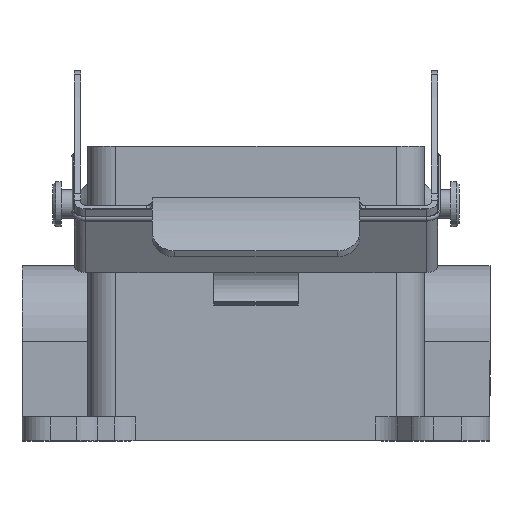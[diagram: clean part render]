
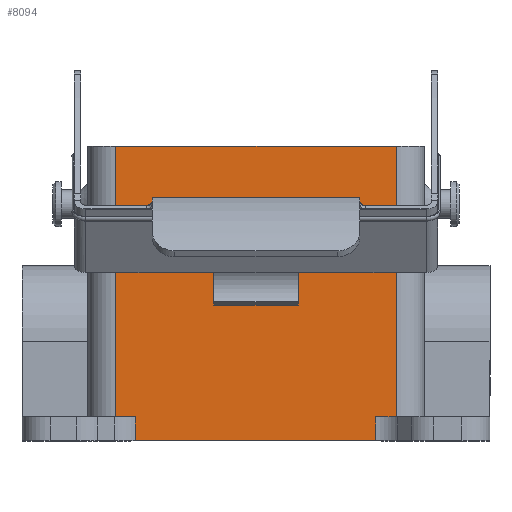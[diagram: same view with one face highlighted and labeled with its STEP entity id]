
A CAD part, top view. The second image highlights one B-rep face of the part: STEP entity #8094.
In plain terms, the highlighted planar face has unit normal (0, 0, 1).
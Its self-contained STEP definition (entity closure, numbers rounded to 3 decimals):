
#540 = PLANE ( 'NONE',  #738 ) ;
#543 = DIRECTION ( 'NONE',  ( -1., 0., 0. ) ) ;
#546 = DIRECTION ( 'NONE',  ( 0., 0., -1. ) ) ;
#547 = CARTESIAN_POINT ( 'NONE',  ( 16.75, 52.5, -6.75 ) ) ;
#738 = AXIS2_PLACEMENT_3D ( 'NONE', #547, #546, #543 ) ;
#907 = EDGE_CURVE ( 'NONE', #2642, #2675, #3749, .T. ) ;
#908 = EDGE_CURVE ( 'NONE', #2675, #2669, #3750, .T. ) ;
#909 = EDGE_CURVE ( 'NONE', #2669, #2672, #3751, .T. ) ;
#910 = EDGE_CURVE ( 'NONE', #2673, #2672, #3752, .T. ) ;
#911 = EDGE_CURVE ( 'NONE', #2673, #2678, #3753, .T. ) ;
#912 = EDGE_CURVE ( 'NONE', #2678, #2674, #3754, .T. ) ;
#913 = EDGE_CURVE ( 'NONE', #2649, #2674, #3755, .T. ) ;
#935 = EDGE_CURVE ( 'NONE', #2642, #2649, #3771, .T. ) ;
#1530 = CARTESIAN_POINT ( 'NONE',  ( 16.75, 52.5, -6.75 ) ) ;
#1566 = CARTESIAN_POINT ( 'NONE',  ( 66.75, 52.5, -6.75 ) ) ;
#1621 = CARTESIAN_POINT ( 'NONE',  ( 20.233, 4.25, -6.75 ) ) ;
#1640 = CARTESIAN_POINT ( 'NONE',  ( 63.124, 4.25, -6.75 ) ) ;
#1649 = CARTESIAN_POINT ( 'NONE',  ( 16.75, 4.25, -6.75 ) ) ;
#1653 = CARTESIAN_POINT ( 'NONE',  ( 66.75, 4.25, -6.75 ) ) ;
#1656 = CARTESIAN_POINT ( 'NONE',  ( 63.124, 0., -6.75 ) ) ;
#1661 = CARTESIAN_POINT ( 'NONE',  ( 20.233, 0., -6.75 ) ) ;
#2642 = VERTEX_POINT ( 'NONE', #1530 ) ;
#2649 = VERTEX_POINT ( 'NONE', #1566 ) ;
#2669 = VERTEX_POINT ( 'NONE', #1621 ) ;
#2672 = VERTEX_POINT ( 'NONE', #1661 ) ;
#2673 = VERTEX_POINT ( 'NONE', #1656 ) ;
#2674 = VERTEX_POINT ( 'NONE', #1653 ) ;
#2675 = VERTEX_POINT ( 'NONE', #1649 ) ;
#2678 = VERTEX_POINT ( 'NONE', #1640 ) ;
#3471 = VECTOR ( 'NONE', #5178, 1000. ) ;
#3749 = LINE ( 'NONE', #5259, #5423 ) ;
#3750 = LINE ( 'NONE', #5256, #5410 ) ;
#3751 = LINE ( 'NONE', #5253, #5407 ) ;
#3752 = LINE ( 'NONE', #5251, #5375 ) ;
#3753 = LINE ( 'NONE', #5248, #5371 ) ;
#3754 = LINE ( 'NONE', #5243, #5374 ) ;
#3755 = LINE ( 'NONE', #5241, #5360 ) ;
#3771 = LINE ( 'NONE', #5180, #3471 ) ;
#5178 = DIRECTION ( 'NONE',  ( 1., 0., 0. ) ) ;
#5180 = CARTESIAN_POINT ( 'NONE',  ( 16.75, 52.5, -6.75 ) ) ;
#5240 = DIRECTION ( 'NONE',  ( 0., -1., 0. ) ) ;
#5241 = CARTESIAN_POINT ( 'NONE',  ( 66.75, 52.5, -6.75 ) ) ;
#5242 = DIRECTION ( 'NONE',  ( 1., 0., 0. ) ) ;
#5243 = CARTESIAN_POINT ( 'NONE',  ( 16.75, 4.25, -6.75 ) ) ;
#5245 = DIRECTION ( 'NONE',  ( 0., 1., 0. ) ) ;
#5248 = CARTESIAN_POINT ( 'NONE',  ( 63.124, 4.25, -6.75 ) ) ;
#5250 = DIRECTION ( 'NONE',  ( -1., 0., 0. ) ) ;
#5251 = CARTESIAN_POINT ( 'NONE',  ( 18., 0., -6.75 ) ) ;
#5252 = DIRECTION ( 'NONE',  ( 0., -1., 0. ) ) ;
#5253 = CARTESIAN_POINT ( 'NONE',  ( 20.233, 0., -6.75 ) ) ;
#5255 = DIRECTION ( 'NONE',  ( 1., 0., 0. ) ) ;
#5256 = CARTESIAN_POINT ( 'NONE',  ( 16.75, 4.25, -6.75 ) ) ;
#5258 = DIRECTION ( 'NONE',  ( 0., -1., 0. ) ) ;
#5259 = CARTESIAN_POINT ( 'NONE',  ( 16.75, 52.5, -6.75 ) ) ;
#5360 = VECTOR ( 'NONE', #5240, 1000. ) ;
#5371 = VECTOR ( 'NONE', #5245, 1000. ) ;
#5374 = VECTOR ( 'NONE', #5242, 1000. ) ;
#5375 = VECTOR ( 'NONE', #5250, 1000. ) ;
#5407 = VECTOR ( 'NONE', #5252, 1000. ) ;
#5410 = VECTOR ( 'NONE', #5255, 1000. ) ;
#5423 = VECTOR ( 'NONE', #5258, 1000. ) ;
#7139 = FACE_OUTER_BOUND ( 'NONE', #7474, .T. ) ;
#7474 = EDGE_LOOP ( 'NONE', ( #7625, #7623, #7624, #7622, #7621, #7620, #7619, #7618 ) ) ;
#7618 = ORIENTED_EDGE ( 'NONE', *, *, #935, .F. ) ;
#7619 = ORIENTED_EDGE ( 'NONE', *, *, #913, .F. ) ;
#7620 = ORIENTED_EDGE ( 'NONE', *, *, #912, .T. ) ;
#7621 = ORIENTED_EDGE ( 'NONE', *, *, #911, .T. ) ;
#7622 = ORIENTED_EDGE ( 'NONE', *, *, #910, .F. ) ;
#7623 = ORIENTED_EDGE ( 'NONE', *, *, #908, .T. ) ;
#7624 = ORIENTED_EDGE ( 'NONE', *, *, #909, .T. ) ;
#7625 = ORIENTED_EDGE ( 'NONE', *, *, #907, .T. ) ;
#8094 = ADVANCED_FACE ( 'NONE', ( #7139 ), #540, .F. ) ;
